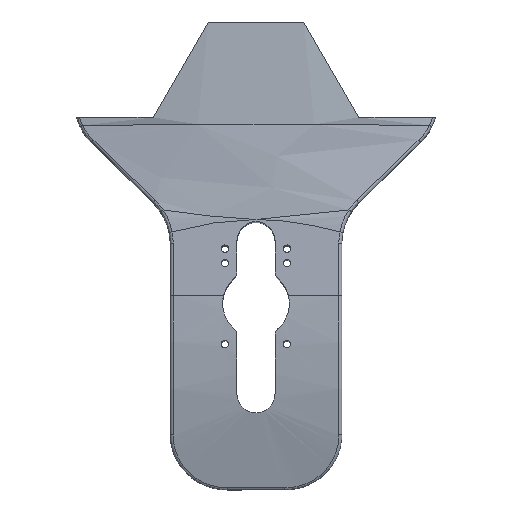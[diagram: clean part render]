
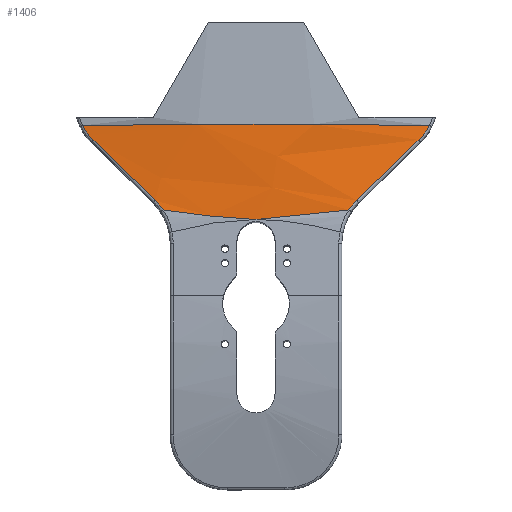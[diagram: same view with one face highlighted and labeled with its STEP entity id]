
A CAD part, front view. The second image highlights one B-rep face of the part: STEP entity #1406.
In plain terms, the highlighted free-form (B-spline) face has degree [3, 3] with [5, 4] control points.
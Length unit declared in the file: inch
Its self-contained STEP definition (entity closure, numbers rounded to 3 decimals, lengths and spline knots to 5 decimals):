
#67=CIRCLE('',#1466,22.8125);
#167=B_SPLINE_SURFACE_WITH_KNOTS('',3,3,((#3150,#3151,#3152,#3153),(#3154,
#3155,#3156,#3157),(#3158,#3159,#3160,#3161),(#3162,#3163,#3164,#3165),
(#3166,#3167,#3168,#3169)),.UNSPECIFIED.,.F.,.F.,.F.,(4,1,4),(4,4),(0.01086,
0.43012,0.98913),(0.,1.),
 .UNSPECIFIED.);
#228=FACE_OUTER_BOUND('',#312,.T.);
#312=EDGE_LOOP('',(#1147,#1148,#1149,#1150,#1151,#1152,#1153,#1154,#1155));
#480=B_SPLINE_CURVE_WITH_KNOTS('',3,(#2226,#2227,#2228,#2229),
 .UNSPECIFIED.,.F.,.F.,(4,4),(-1.21202,-0.00051),
 .UNSPECIFIED.);
#481=B_SPLINE_CURVE_WITH_KNOTS('',3,(#2253,#2254,#2255,#2256),
 .UNSPECIFIED.,.F.,.F.,(4,4),(-5.8774,0.),
 .UNSPECIFIED.);
#483=B_SPLINE_CURVE_WITH_KNOTS('',3,(#2284,#2285,#2286,#2287),
 .UNSPECIFIED.,.F.,.F.,(4,4),(-0.84176,0.),.UNSPECIFIED.);
#494=B_SPLINE_CURVE_WITH_KNOTS('',3,(#2527,#2528,#2529,#2530),
 .UNSPECIFIED.,.F.,.F.,(4,4),(0.,0.84176),.UNSPECIFIED.);
#496=B_SPLINE_CURVE_WITH_KNOTS('',3,(#2557,#2558,#2559,#2560),
 .UNSPECIFIED.,.F.,.F.,(4,4),(0.,5.8774),.UNSPECIFIED.);
#497=B_SPLINE_CURVE_WITH_KNOTS('',3,(#2581,#2582,#2583,#2584),
 .UNSPECIFIED.,.F.,.F.,(4,4),(-1.21202,0.),.UNSPECIFIED.);
#519=B_SPLINE_CURVE_WITH_KNOTS('',3,(#3078,#3079,#3080,#3081,#3082,#3083,
#3084,#3085,#3086),.UNSPECIFIED.,.F.,.F.,(4,1,1,1,2,4),(-5.80389,
-3.48233,-2.32156,-1.16078,0.,0.05343),
 .UNSPECIFIED.);
#522=B_SPLINE_CURVE_WITH_KNOTS('',3,(#3141,#3142,#3143,#3144,#3145,#3146,
#3147,#3148,#3149),.UNSPECIFIED.,.F.,.F.,(4,2,1,1,1,4),(-6.44236,
-6.38894,-5.22816,-4.06738,-2.9066,
-0.58505),.UNSPECIFIED.);
#566=VERTEX_POINT('',#2160);
#567=VERTEX_POINT('',#2167);
#570=VERTEX_POINT('',#2224);
#572=VERTEX_POINT('',#2251);
#574=VERTEX_POINT('',#2282);
#596=VERTEX_POINT('',#2490);
#598=VERTEX_POINT('',#2525);
#599=VERTEX_POINT('',#2555);
#633=VERTEX_POINT('',#3077);
#709=EDGE_CURVE('',#567,#566,#67,.T.);
#714=EDGE_CURVE('',#570,#567,#480,.T.);
#716=EDGE_CURVE('',#572,#570,#481,.T.);
#719=EDGE_CURVE('',#574,#572,#483,.T.);
#756=EDGE_CURVE('',#598,#596,#494,.T.);
#759=EDGE_CURVE('',#599,#598,#496,.T.);
#760=EDGE_CURVE('',#566,#599,#497,.T.);
#822=EDGE_CURVE('',#596,#633,#519,.T.);
#825=EDGE_CURVE('',#633,#574,#522,.T.);
#1147=ORIENTED_EDGE('',*,*,#760,.F.);
#1148=ORIENTED_EDGE('',*,*,#709,.F.);
#1149=ORIENTED_EDGE('',*,*,#714,.F.);
#1150=ORIENTED_EDGE('',*,*,#716,.F.);
#1151=ORIENTED_EDGE('',*,*,#719,.F.);
#1152=ORIENTED_EDGE('',*,*,#825,.F.);
#1153=ORIENTED_EDGE('',*,*,#822,.F.);
#1154=ORIENTED_EDGE('',*,*,#756,.F.);
#1155=ORIENTED_EDGE('',*,*,#759,.F.);
#1406=ADVANCED_FACE('',(#228),#167,.T.);
#1466=AXIS2_PLACEMENT_3D('',#2172,#1616,#1617);
#1616=DIRECTION('center_axis',(0.,0.07,0.998));
#1617=DIRECTION('ref_axis',(-0.208,-0.976,0.068));
#2160=CARTESIAN_POINT('',(4.54438,-0.40807,-10.46049));
#2167=CARTESIAN_POINT('',(-4.54394,-0.40816,-10.46048));
#2172=CARTESIAN_POINT('Origin',(0.,21.89276,
-12.01991));
#2224=CARTESIAN_POINT('',(-4.26978,-0.48732,-10.83923));
#2226=CARTESIAN_POINT('Ctrl Pts',(-4.26978,-0.48732,-10.83923));
#2227=CARTESIAN_POINT('Ctrl Pts',(-4.38155,-0.45781,
-10.73006));
#2228=CARTESIAN_POINT('Ctrl Pts',(-4.4749,-0.43043,
-10.60167));
#2229=CARTESIAN_POINT('Ctrl Pts',(-4.54429,-0.4081,-10.46066));
#2251=CARTESIAN_POINT('',(-2.63914,-0.91106,-12.4261));
#2253=CARTESIAN_POINT('Ctrl Pts',(-2.63914,-0.91106,
-12.4261));
#2254=CARTESIAN_POINT('Ctrl Pts',(-3.18472,-0.77321,
-11.89807));
#2255=CARTESIAN_POINT('Ctrl Pts',(-3.72756,-0.63051,
-11.36889));
#2256=CARTESIAN_POINT('Ctrl Pts',(-4.26978,-0.48732,
-10.83923));
#2282=CARTESIAN_POINT('',(-2.43028,-0.9735,-12.67422));
#2284=CARTESIAN_POINT('Ctrl Pts',(-2.43028,-0.9735,
-12.67422));
#2285=CARTESIAN_POINT('Ctrl Pts',(-2.49089,-0.95125,
-12.58519));
#2286=CARTESIAN_POINT('Ctrl Pts',(-2.56101,-0.9308,-12.50172));
#2287=CARTESIAN_POINT('Ctrl Pts',(-2.63914,-0.91106,
-12.4261));
#2490=CARTESIAN_POINT('',(2.43028,-0.9735,-12.67422));
#2525=CARTESIAN_POINT('',(2.63914,-0.91106,-12.4261));
#2527=CARTESIAN_POINT('Ctrl Pts',(2.63914,-0.91106,-12.4261));
#2528=CARTESIAN_POINT('Ctrl Pts',(2.56101,-0.9308,-12.50172));
#2529=CARTESIAN_POINT('Ctrl Pts',(2.49089,-0.95125,-12.58519));
#2530=CARTESIAN_POINT('Ctrl Pts',(2.43028,-0.9735,-12.67422));
#2555=CARTESIAN_POINT('',(4.26978,-0.48732,-10.83923));
#2557=CARTESIAN_POINT('Ctrl Pts',(4.26978,-0.48732,-10.83923));
#2558=CARTESIAN_POINT('Ctrl Pts',(3.72756,-0.63051,-11.36889));
#2559=CARTESIAN_POINT('Ctrl Pts',(3.18472,-0.77321,-11.89807));
#2560=CARTESIAN_POINT('Ctrl Pts',(2.63914,-0.91106,-12.4261));
#2581=CARTESIAN_POINT('Ctrl Pts',(4.54438,-0.40807,-10.46049));
#2582=CARTESIAN_POINT('Ctrl Pts',(4.47498,-0.43041,-10.60156));
#2583=CARTESIAN_POINT('Ctrl Pts',(4.38159,-0.4578,-10.73001));
#2584=CARTESIAN_POINT('Ctrl Pts',(4.26978,-0.48732,-10.83923));
#3077=CARTESIAN_POINT('',(0.,-1.03857,-12.9225));
#3078=CARTESIAN_POINT('Ctrl Pts',(2.43028,-0.9735,-12.67422));
#3079=CARTESIAN_POINT('Ctrl Pts',(2.09374,-0.996,-12.71529));
#3080=CARTESIAN_POINT('Ctrl Pts',(1.59248,-1.01911,-12.78228));
#3081=CARTESIAN_POINT('Ctrl Pts',(0.94827,-1.03315,-12.86354));
#3082=CARTESIAN_POINT('Ctrl Pts',(0.47858,-1.03776,-12.90957));
#3083=CARTESIAN_POINT('Ctrl Pts',(0.17338,-1.03853,-12.92197));
#3084=CARTESIAN_POINT('Ctrl Pts',(0.01402,-1.03856,
-12.92249));
#3085=CARTESIAN_POINT('Ctrl Pts',(0.00701,-1.03857,
-12.9225));
#3086=CARTESIAN_POINT('Ctrl Pts',(0.,-1.03857,
-12.9225));
#3141=CARTESIAN_POINT('Ctrl Pts',(0.,-1.03857,
-12.9225));
#3142=CARTESIAN_POINT('Ctrl Pts',(-0.00701,-1.03857,
-12.9225));
#3143=CARTESIAN_POINT('Ctrl Pts',(-0.01402,-1.03856,
-12.92249));
#3144=CARTESIAN_POINT('Ctrl Pts',(-0.17338,-1.03853,
-12.92197));
#3145=CARTESIAN_POINT('Ctrl Pts',(-0.47858,-1.03776,
-12.90957));
#3146=CARTESIAN_POINT('Ctrl Pts',(-0.94827,-1.03315,
-12.86354));
#3147=CARTESIAN_POINT('Ctrl Pts',(-1.59248,-1.01911,-12.78228));
#3148=CARTESIAN_POINT('Ctrl Pts',(-2.09374,-0.996,
-12.71529));
#3149=CARTESIAN_POINT('Ctrl Pts',(-2.43028,-0.9735,
-12.67422));
#3150=CARTESIAN_POINT('Ctrl Pts',(4.64825,-0.38676,-10.46198));
#3151=CARTESIAN_POINT('Ctrl Pts',(3.83254,-0.60403,-11.28215));
#3152=CARTESIAN_POINT('Ctrl Pts',(3.01682,-0.8213,-12.10233));
#3153=CARTESIAN_POINT('Ctrl Pts',(2.20111,-1.03857,-12.9225));
#3154=CARTESIAN_POINT('Ctrl Pts',(3.33887,-0.65861,-10.44297));
#3155=CARTESIAN_POINT('Ctrl Pts',(2.74998,-0.78525,-11.26948));
#3156=CARTESIAN_POINT('Ctrl Pts',(2.16111,-0.91192,-12.09599));
#3157=CARTESIAN_POINT('Ctrl Pts',(1.57222,-1.03857,-12.9225));
#3158=CARTESIAN_POINT('Ctrl Pts',(0.22758,-1.02445,-10.41739));
#3159=CARTESIAN_POINT('Ctrl Pts',(0.18666,-1.02921,-11.25242));
#3160=CARTESIAN_POINT('Ctrl Pts',(0.14574,-1.03381,-12.08747));
#3161=CARTESIAN_POINT('Ctrl Pts',(0.10481,-1.03857,-12.9225));
#3162=CARTESIAN_POINT('Ctrl Pts',(-2.90241,-0.74923,
-10.43663));
#3163=CARTESIAN_POINT('Ctrl Pts',(-2.38912,-0.84555,
-11.26526));
#3164=CARTESIAN_POINT('Ctrl Pts',(-1.87588,-0.94224,
-12.09387));
#3165=CARTESIAN_POINT('Ctrl Pts',(-1.36259,-1.03857,-12.9225));
#3166=CARTESIAN_POINT('Ctrl Pts',(-4.64825,-0.38676,
-10.46198));
#3167=CARTESIAN_POINT('Ctrl Pts',(-3.83254,-0.60403,-11.28215));
#3168=CARTESIAN_POINT('Ctrl Pts',(-3.01682,-0.8213,-12.10233));
#3169=CARTESIAN_POINT('Ctrl Pts',(-2.20111,-1.03857,-12.9225));
